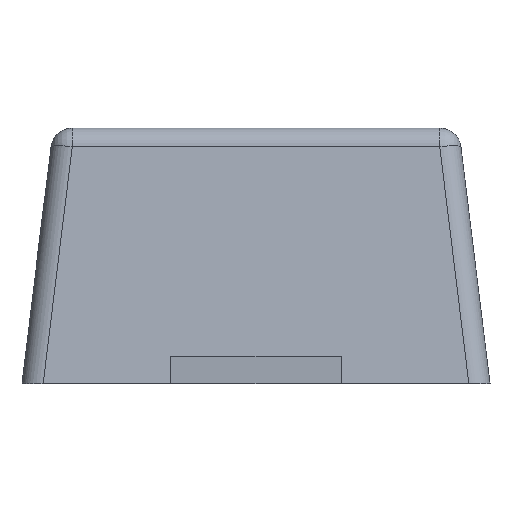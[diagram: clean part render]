
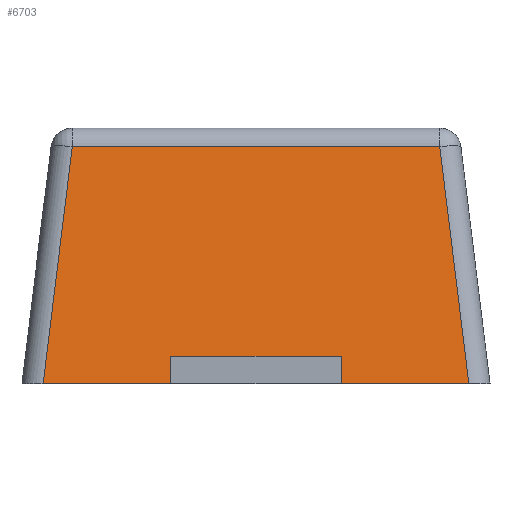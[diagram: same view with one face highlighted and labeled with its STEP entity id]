
A CAD part, left-side view. The second image highlights one B-rep face of the part: STEP entity #6703.
In plain terms, the highlighted planar face has unit normal (-0.993, 0, 0.122).
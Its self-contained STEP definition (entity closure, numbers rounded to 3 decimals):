
#396 = CARTESIAN_POINT ( 'NONE',  ( -1.497, -0.95, -1.2 ) ) ;
#441 = EDGE_CURVE ( 'NONE', #11236, #11949, #12592, .T. ) ;
#731 = ORIENTED_EDGE ( 'NONE', *, *, #6230, .T. ) ;
#1047 = VECTOR ( 'NONE', #7742, 1000. ) ;
#1268 = CARTESIAN_POINT ( 'NONE',  ( -1.481, 0.4, -1.07 ) ) ;
#1494 = EDGE_CURVE ( 'NONE', #3968, #3338, #4908, .T. ) ;
#1809 = EDGE_CURVE ( 'NONE', #7859, #4735, #3207, .T. ) ;
#2027 = CARTESIAN_POINT ( 'NONE',  ( -1.497, -0.4, -1.2 ) ) ;
#2161 = LINE ( 'NONE', #6033, #6029 ) ;
#2208 = CARTESIAN_POINT ( 'NONE',  ( -1.481, -0.4, -1.07 ) ) ;
#2284 = VECTOR ( 'NONE', #10964, 1000. ) ;
#2421 = DIRECTION ( 'NONE',  ( 0., -1., 0. ) ) ;
#2893 = VECTOR ( 'NONE', #6149, 1000. ) ;
#3207 = LINE ( 'NONE', #10076, #2284 ) ;
#3303 = LINE ( 'NONE', #396, #7692 ) ;
#3338 = VERTEX_POINT ( 'NONE', #2208 ) ;
#3968 = VERTEX_POINT ( 'NONE', #2027 ) ;
#4049 = CARTESIAN_POINT ( 'NONE',  ( -1.35, 0.4, 0. ) ) ;
#4156 = DIRECTION ( 'NONE',  ( -0.993, 0., 0.122 ) ) ;
#4735 = VERTEX_POINT ( 'NONE', #12145 ) ;
#4908 = LINE ( 'NONE', #9187, #2893 ) ;
#5405 = CARTESIAN_POINT ( 'NONE',  ( -1.361, 0.862, -0.088 ) ) ;
#5541 = ORIENTED_EDGE ( 'NONE', *, *, #12022, .T. ) ;
#5679 = CARTESIAN_POINT ( 'NONE',  ( -1.497, 0.998, -1.2 ) ) ;
#5702 = ORIENTED_EDGE ( 'NONE', *, *, #1809, .T. ) ;
#5987 = DIRECTION ( 'NONE',  ( 0., -1., 0. ) ) ;
#6029 = VECTOR ( 'NONE', #7980, 1000. ) ;
#6033 = CARTESIAN_POINT ( 'NONE',  ( -1.324, 0.824, 0.215 ) ) ;
#6134 = DIRECTION ( 'NONE',  ( 0.122, 0., 0.993 ) ) ;
#6149 = DIRECTION ( 'NONE',  ( 0.122, 0., 0.993 ) ) ;
#6230 = EDGE_CURVE ( 'NONE', #3968, #7859, #3303, .T. ) ;
#6367 = EDGE_LOOP ( 'NONE', ( #731, #5702, #7873, #8824, #5541, #8943, #6526, #6380 ) ) ;
#6380 = ORIENTED_EDGE ( 'NONE', *, *, #1494, .F. ) ;
#6526 = ORIENTED_EDGE ( 'NONE', *, *, #9678, .T. ) ;
#6703 = ADVANCED_FACE ( 'NONE', ( #6788 ), #8669, .T. ) ;
#6788 = FACE_OUTER_BOUND ( 'NONE', #6367, .T. ) ;
#7271 = VERTEX_POINT ( 'NONE', #5405 ) ;
#7550 = LINE ( 'NONE', #9452, #8707 ) ;
#7692 = VECTOR ( 'NONE', #2421, 1000. ) ;
#7742 = DIRECTION ( 'NONE',  ( -0.122, 0., -0.993 ) ) ;
#7822 = LINE ( 'NONE', #8898, #8018 ) ;
#7824 = AXIS2_PLACEMENT_3D ( 'NONE', #8988, #4156, #6134 ) ;
#7859 = VERTEX_POINT ( 'NONE', #9743 ) ;
#7873 = ORIENTED_EDGE ( 'NONE', *, *, #11030, .T. ) ;
#7980 = DIRECTION ( 'NONE',  ( -0.121, 0.121, -0.985 ) ) ;
#8018 = VECTOR ( 'NONE', #5987, 1000. ) ;
#8024 = DIRECTION ( 'NONE',  ( 0., -1., 0. ) ) ;
#8669 = PLANE ( 'NONE',  #7824 ) ;
#8707 = VECTOR ( 'NONE', #11567, 1000. ) ;
#8824 = ORIENTED_EDGE ( 'NONE', *, *, #9942, .T. ) ;
#8898 = CARTESIAN_POINT ( 'NONE',  ( -1.481, -0.95, -1.07 ) ) ;
#8943 = ORIENTED_EDGE ( 'NONE', *, *, #441, .F. ) ;
#8988 = CARTESIAN_POINT ( 'NONE',  ( -1.35, -0.95, 0. ) ) ;
#9187 = CARTESIAN_POINT ( 'NONE',  ( -1.35, -0.4, 0. ) ) ;
#9437 = VERTEX_POINT ( 'NONE', #5679 ) ;
#9452 = CARTESIAN_POINT ( 'NONE',  ( -1.361, 0.95, -0.088 ) ) ;
#9678 = EDGE_CURVE ( 'NONE', #11236, #3338, #7822, .T. ) ;
#9743 = CARTESIAN_POINT ( 'NONE',  ( -1.497, -0.998, -1.2 ) ) ;
#9775 = CARTESIAN_POINT ( 'NONE',  ( -1.497, 0.4, -1.2 ) ) ;
#9942 = EDGE_CURVE ( 'NONE', #7271, #9437, #2161, .T. ) ;
#9968 = CARTESIAN_POINT ( 'NONE',  ( -1.497, -0.95, -1.2 ) ) ;
#10076 = CARTESIAN_POINT ( 'NONE',  ( -1.351, -0.852, -0.012 ) ) ;
#10788 = VECTOR ( 'NONE', #8024, 1000. ) ;
#10964 = DIRECTION ( 'NONE',  ( 0.121, 0.121, 0.985 ) ) ;
#11030 = EDGE_CURVE ( 'NONE', #4735, #7271, #7550, .T. ) ;
#11236 = VERTEX_POINT ( 'NONE', #1268 ) ;
#11567 = DIRECTION ( 'NONE',  ( 0., 1., 0. ) ) ;
#11880 = LINE ( 'NONE', #9968, #10788 ) ;
#11949 = VERTEX_POINT ( 'NONE', #9775 ) ;
#12022 = EDGE_CURVE ( 'NONE', #9437, #11949, #11880, .T. ) ;
#12145 = CARTESIAN_POINT ( 'NONE',  ( -1.361, -0.862, -0.088 ) ) ;
#12592 = LINE ( 'NONE', #4049, #1047 ) ;
